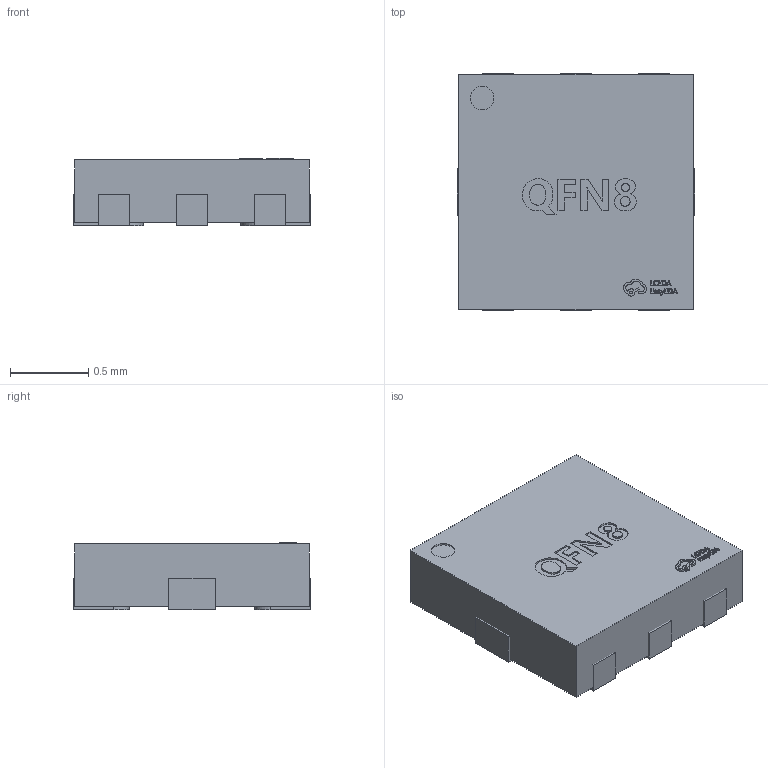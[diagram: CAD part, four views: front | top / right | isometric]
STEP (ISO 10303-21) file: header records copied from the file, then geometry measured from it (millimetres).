
FILE_DESCRIPTION (( 'STEP AP214' ), '1' );
FILE_NAME ('QFN-8_L1.5-W1.5-H0.4-P0.50.step', '2022-07-15T03:47:50', ( '' ), ( '' ), 'SwSTEP 2.0', 'SolidWorks 2020', '' );
FILE_SCHEMA (( 'AUTOMOTIVE_DESIGN' ));
Length unit declared in the file: millimetre
Products named in the file (1): QFN-8_L1.5-W1.5-H0.4-P0.50
Bounding box: 1.52 x 1.52 x 0.43 mm (x, y, z)
Volume: 1 mm3; surface area: 10.1 mm2
Topology: 9 solids, 9 shells, 402 faces, 1050 edges, 700 vertices
Faces by surface type: plane 250, bspline 142, cylinder 10
Entity records: 19442 total; most frequent: CARTESIAN_POINT 5975, ORIENTED_EDGE 2100, DIRECTION 1304, EDGE_CURVE 1050, VECTOR 742, LINE 742, VERTEX_POINT 700, EDGE_LOOP 436
